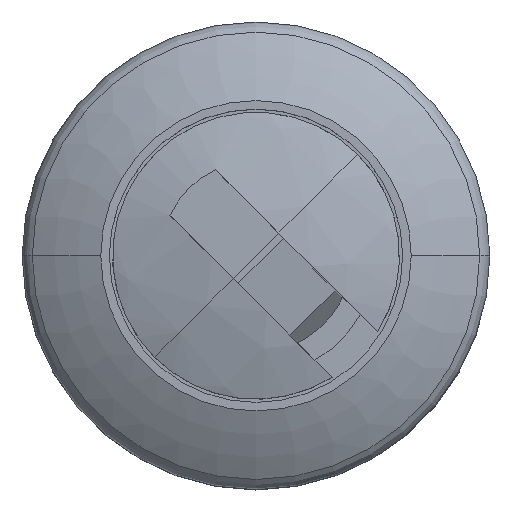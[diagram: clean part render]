
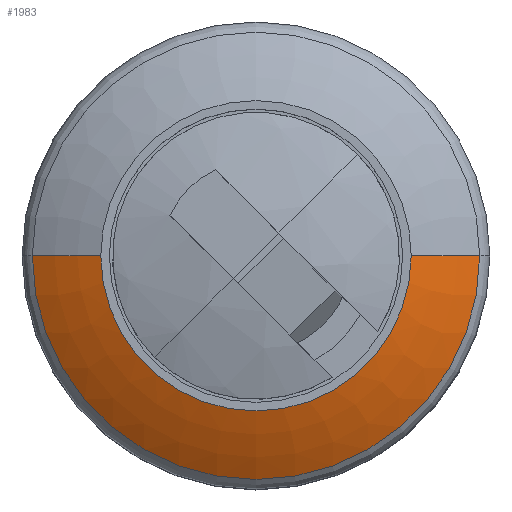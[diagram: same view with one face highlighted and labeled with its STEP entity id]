
A CAD part, top view. The second image highlights one B-rep face of the part: STEP entity #1983.
In plain terms, the highlighted toroidal (fillet/blend) face has major radius 0.048 mm and minor radius 20 mm.
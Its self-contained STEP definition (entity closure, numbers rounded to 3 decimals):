
#2 = AXIS2_PLACEMENT_3D ( 'NONE', #1330, #1326, #1310 ) ;
#4 = FACE_OUTER_BOUND ( 'NONE', #86, .T. ) ;
#86 = EDGE_LOOP ( 'NONE', ( #685, #769, #660, #746 ) ) ;
#180 = VERTEX_POINT ( 'NONE', #1000 ) ;
#195 = VERTEX_POINT ( 'NONE', #648 ) ;
#205 = VERTEX_POINT ( 'NONE', #729 ) ;
#210 = VERTEX_POINT ( 'NONE', #645 ) ;
#297 = CARTESIAN_POINT ( 'NONE',  ( 0., 0., 9.9 ) ) ;
#328 = CARTESIAN_POINT ( 'NONE',  ( -0.048, 0., -8.721 ) ) ;
#370 = DIRECTION ( 'NONE',  ( 0., 0., -1. ) ) ;
#380 = DIRECTION ( 'NONE',  ( -1., 0., 0. ) ) ;
#381 = DIRECTION ( 'NONE',  ( 1., 0., 0. ) ) ;
#426 = DIRECTION ( 'NONE',  ( 0., 0., 1. ) ) ;
#463 = CARTESIAN_POINT ( 'NONE',  ( 0.048, 0., -8.721 ) ) ;
#509 = DIRECTION ( 'NONE',  ( 0., -1., 0. ) ) ;
#511 = DIRECTION ( 'NONE',  ( 0., 1., 0. ) ) ;
#645 = CARTESIAN_POINT ( 'NONE',  ( 10.45, 0., 8.302 ) ) ;
#648 = CARTESIAN_POINT ( 'NONE',  ( 7.25, 0., 9.9 ) ) ;
#660 = ORIENTED_EDGE ( 'NONE', *, *, #2354, .T. ) ;
#685 = ORIENTED_EDGE ( 'NONE', *, *, #2351, .F. ) ;
#729 = CARTESIAN_POINT ( 'NONE',  ( -10.45, 0., 8.302 ) ) ;
#746 = ORIENTED_EDGE ( 'NONE', *, *, #2426, .F. ) ;
#769 = ORIENTED_EDGE ( 'NONE', *, *, #2313, .T. ) ;
#1000 = CARTESIAN_POINT ( 'NONE',  ( -7.25, 0., 9.9 ) ) ;
#1310 = DIRECTION ( 'NONE',  ( 1., 0., 0. ) ) ;
#1326 = DIRECTION ( 'NONE',  ( 0., 0., 1. ) ) ;
#1330 = CARTESIAN_POINT ( 'NONE',  ( 0., 0., -8.721 ) ) ;
#1853 = DIRECTION ( 'NONE',  ( 0., 0., 1. ) ) ;
#1856 = CARTESIAN_POINT ( 'NONE',  ( 0., 0., 8.302 ) ) ;
#1897 = DIRECTION ( 'NONE',  ( 1., 0., 0. ) ) ;
#1983 = ADVANCED_FACE ( 'NONE', ( #4 ), #2801, .T. ) ;
#2154 = AXIS2_PLACEMENT_3D ( 'NONE', #297, #426, #381 ) ;
#2231 = AXIS2_PLACEMENT_3D ( 'NONE', #463, #511, #380 ) ;
#2233 = AXIS2_PLACEMENT_3D ( 'NONE', #328, #509, #370 ) ;
#2313 = EDGE_CURVE ( 'NONE', #205, #210, #2835, .T. ) ;
#2351 = EDGE_CURVE ( 'NONE', #205, #180, #2851, .T. ) ;
#2354 = EDGE_CURVE ( 'NONE', #210, #195, #2854, .T. ) ;
#2426 = EDGE_CURVE ( 'NONE', #180, #195, #2863, .T. ) ;
#2724 = AXIS2_PLACEMENT_3D ( 'NONE', #1856, #1853, #1897 ) ;
#2801 = TOROIDAL_SURFACE ( 'NONE', #2, -0.048, 20. ) ;
#2835 = CIRCLE ( 'NONE', #2724, 10.45 ) ;
#2851 = CIRCLE ( 'NONE', #2231, 20. ) ;
#2854 = CIRCLE ( 'NONE', #2233, 20. ) ;
#2863 = CIRCLE ( 'NONE', #2154, 7.25 ) ;
